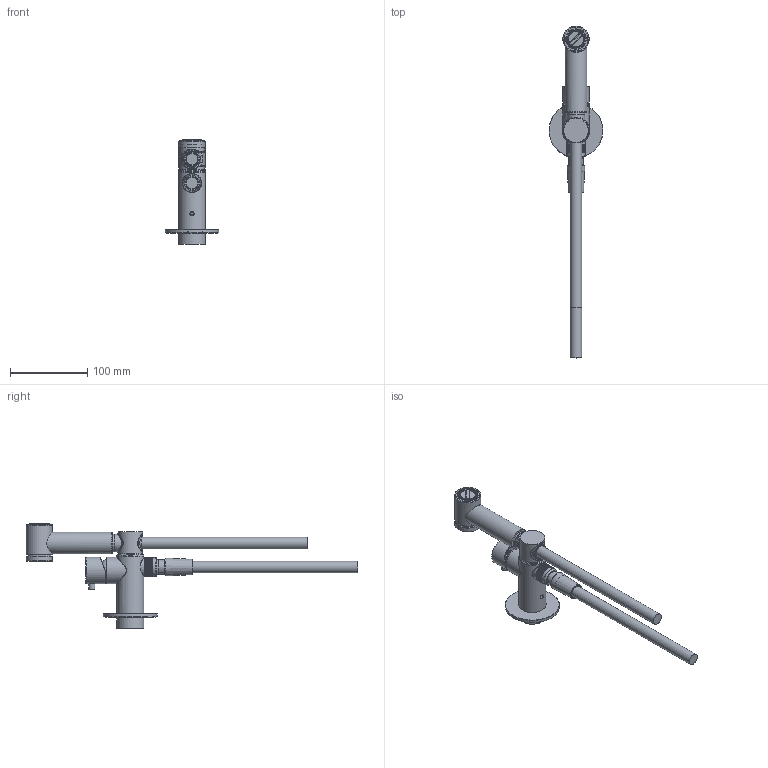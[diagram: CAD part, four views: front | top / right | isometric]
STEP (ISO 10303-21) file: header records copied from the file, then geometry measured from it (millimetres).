
FILE_DESCRIPTION(/* description */ ('Unknown'),/* implementation_level */ '2;1');
FILE_NAME(/* name */ 'KHDS3-00',/* time_stamp */ '2025-01-15T09:12:55+01:00',/* author */ ('Unknown'),/* organization */ ('Unknown'),/* preprocessor_version */ 'ST-DEVELOPER v19.4',/* originating_system */ 'Solid Edge',/* authorisation */ 'Unknown');
FILE_SCHEMA (('AUTOMOTIVE_DESIGN {1 0 10303 214 3 1 1}'));
Length unit declared in the file: millimetre
Products named in the file (16): KHDS3; 177815; 575459; 177588a; GRANI serie(050627); 575401(Default); 177203; 177583; 177356d; 177458; OR serie(050649); 177586; GRANI serie(050607); 177582a; M015-001; FKM18-002
Assembly tree (16 placements, depth 2):
  KHDS3
    177815
    575459
    177588a
    GRANI serie(050627)
    575401(Default)
    177203
    177583
    177356d
    177458
    OR serie(050649)
    177586
    GRANI serie(050607)
    177582a
    M015-001  x2
    FKM18-002
Bounding box: 69.9 x 430.2 x 135.66 mm (x, y, z)
Volume: 289957.5 mm3; surface area: 108372.1 mm2
Topology: 16 solids, 16 shells, 4834 faces, 10119 edges, 5308 vertices
Faces by surface type: bspline 3224, cylinder 1126, plane 306, sphere 76, cone 65, torus 37
Full cylindrical faces by diameter (mm): 1 x18, 1.5 x1, 3 x1, 3.3 x1, 3.5 x2, 4 x1, 4.2 x2, 5 x2, 6 x1, 6.5 x4, 7 x2, 8 x1, 8.2 x1, 9 x1, 10.5 x1, 10.8 x2, 12.2 x1, 12.3 x2, 14.5 x1, 15 x3, 15.1 x1, 16.15 x1, 16.5 x2, 16.95 x1, 18.4 x1, 18.6 x1, 18.631 x4, 20 x1, 20.9 x1, 21.5 x1
Entity records: 215260 total; most frequent: CARTESIAN_POINT 140817, ORIENTED_EDGE 19534, EDGE_CURVE 9767, B_SPLINE_CURVE_WITH_KNOTS 6307, DIRECTION 6120, VERTEX_POINT 5230, FACE_BOUND 5099, EDGE_LOOP 5090
